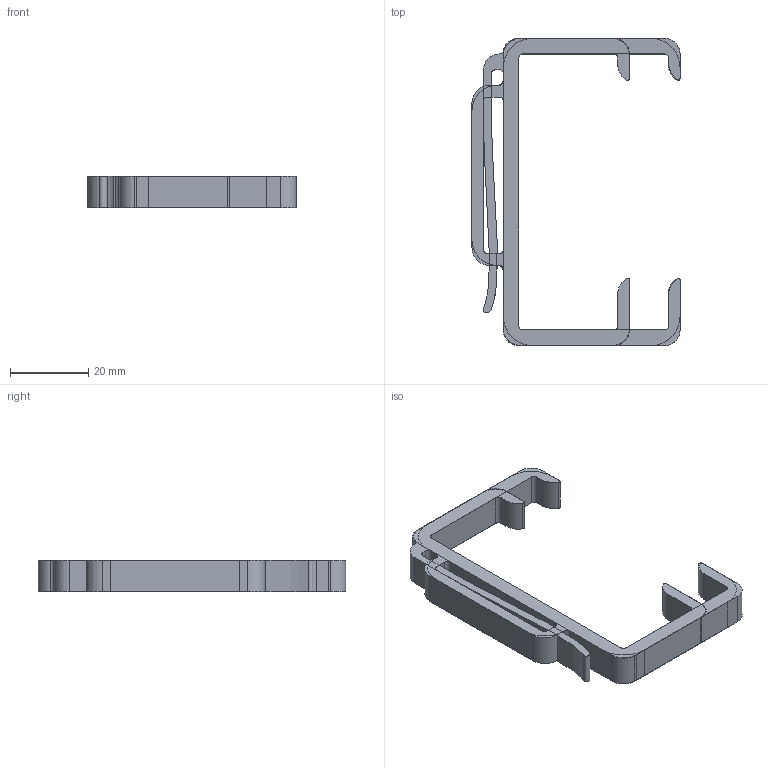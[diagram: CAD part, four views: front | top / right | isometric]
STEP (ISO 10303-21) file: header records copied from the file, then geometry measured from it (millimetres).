
FILE_DESCRIPTION(/* description */ (''),/* implementation_level */ '2;1');
FILE_NAME(/* name */ 'ESDK_SensorClips.step',/* time_stamp */ '2022-03-12T17:21:45+00:00',/* author */ (''),/* organization */ (''),/* preprocessor_version */ 'ST-DEVELOPER v18.1',/* originating_system */ 'Autodesk Translation Framework v10.10.0.1391',/* authorisation */ '');
FILE_SCHEMA (('AUTOMOTIVE_DESIGN { 1 0 10303 214 3 1 1 }'));
Length unit declared in the file: millimetre
Products named in the file (1): SensorClip
Bounding box: 53.15 x 78.5 x 8 mm (x, y, z)
Volume: 24719.9 mm3; surface area: 20404.2 mm2
Topology: 4 solids, 4 shells, 142 faces, 402 edges, 268 vertices
Faces by surface type: cylinder 69, plane 65, bspline 8
Entity records: 5056 total; most frequent: CARTESIAN_POINT 1269, ORIENTED_EDGE 804, DIRECTION 790, EDGE_CURVE 402, AXIS2_PLACEMENT_3D 273, VERTEX_POINT 268, LINE 244, VECTOR 244
